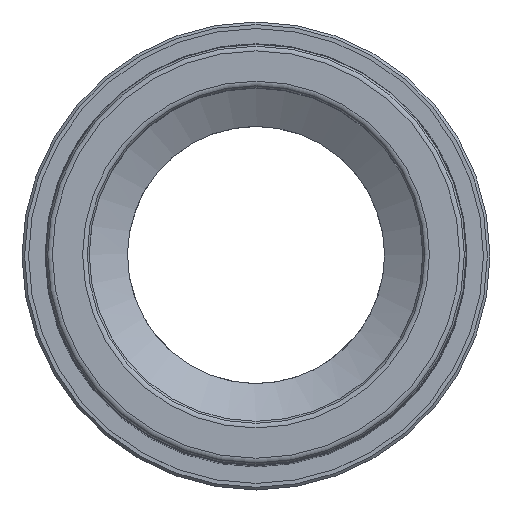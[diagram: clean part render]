
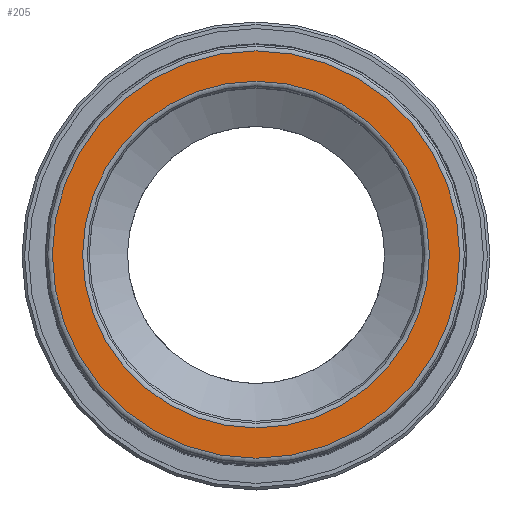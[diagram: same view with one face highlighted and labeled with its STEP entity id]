
A CAD part, top view. The second image highlights one B-rep face of the part: STEP entity #205.
In plain terms, the highlighted planar face has unit normal (0, 0, 1).
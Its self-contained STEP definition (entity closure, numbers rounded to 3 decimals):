
#87=FACE_BOUND('',#357,.T.);
#88=FACE_BOUND('',#358,.T.);
#162=CIRCLE('',#1425,13.15);
#163=CIRCLE('',#1426,15.45);
#205=ADVANCED_FACE('',(#87,#88),#271,.F.);
#271=PLANE('',#1427);
#357=EDGE_LOOP('',(#696));
#358=EDGE_LOOP('',(#697));
#696=ORIENTED_EDGE('',*,*,#1195,.T.);
#697=ORIENTED_EDGE('',*,*,#1196,.T.);
#1041=VERTEX_POINT('',#2500);
#1042=VERTEX_POINT('',#2502);
#1195=EDGE_CURVE('',#1041,#1041,#162,.T.);
#1196=EDGE_CURVE('',#1042,#1042,#163,.T.);
#1425=AXIS2_PLACEMENT_3D('',#2499,#1631,#1632);
#1426=AXIS2_PLACEMENT_3D('',#2501,#1633,#1634);
#1427=AXIS2_PLACEMENT_3D('',#2503,#1635,#1636);
#1631=DIRECTION('',(0.,0.,-1.));
#1632=DIRECTION('',(1.,0.,0.));
#1633=DIRECTION('',(0.,0.,1.));
#1634=DIRECTION('',(-1.,0.,0.));
#1635=DIRECTION('',(0.,0.,-1.));
#1636=DIRECTION('',(1.,0.,0.));
#2499=CARTESIAN_POINT('',(0.,0.,60.5));
#2500=CARTESIAN_POINT('',(13.15,0.,60.5));
#2501=CARTESIAN_POINT('',(0.,0.,60.5));
#2502=CARTESIAN_POINT('',(-15.45,0.,60.5));
#2503=CARTESIAN_POINT('',(0.,0.,60.5));
